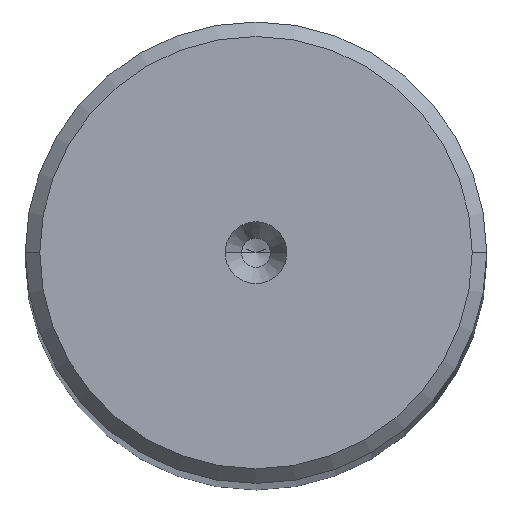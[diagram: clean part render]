
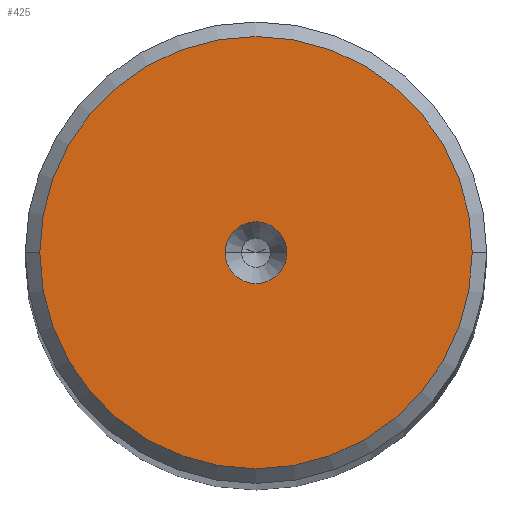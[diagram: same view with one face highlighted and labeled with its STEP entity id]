
A CAD part, top view. The second image highlights one B-rep face of the part: STEP entity #425.
In plain terms, the highlighted planar face has unit normal (0, 0, 1).
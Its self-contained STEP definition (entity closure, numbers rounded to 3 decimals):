
#56=FACE_BOUND('',#799,.T.);
#57=FACE_BOUND('',#800,.T.);
#425=ADVANCED_FACE('',(#56,#57),#547,.T.);
#547=PLANE('',#3542);
#799=EDGE_LOOP('',(#1586,#1587,#1588,#1589));
#800=EDGE_LOOP('',(#1590,#1591));
#993=CIRCLE('',#3531,14.875);
#994=CIRCLE('',#3532,14.875);
#995=CIRCLE('',#3534,14.875);
#996=CIRCLE('',#3535,14.875);
#999=CIRCLE('',#3540,2.125);
#1000=CIRCLE('',#3541,2.125);
#1586=ORIENTED_EDGE('',*,*,#2757,.F.);
#1587=ORIENTED_EDGE('',*,*,#2756,.F.);
#1588=ORIENTED_EDGE('',*,*,#2760,.F.);
#1589=ORIENTED_EDGE('',*,*,#2759,.F.);
#1590=ORIENTED_EDGE('',*,*,#2763,.F.);
#1591=ORIENTED_EDGE('',*,*,#2764,.F.);
#2339=VERTEX_POINT('',#6022);
#2340=VERTEX_POINT('',#6024);
#2341=VERTEX_POINT('',#6026);
#2342=VERTEX_POINT('',#6030);
#2344=VERTEX_POINT('',#6038);
#2345=VERTEX_POINT('',#6039);
#2756=EDGE_CURVE('',#2339,#2340,#993,.T.);
#2757=EDGE_CURVE('',#2340,#2341,#994,.T.);
#2759=EDGE_CURVE('',#2341,#2342,#995,.T.);
#2760=EDGE_CURVE('',#2342,#2339,#996,.T.);
#2763=EDGE_CURVE('',#2344,#2345,#999,.T.);
#2764=EDGE_CURVE('',#2345,#2344,#1000,.T.);
#3531=AXIS2_PLACEMENT_3D('',#6023,#4204,#4205);
#3532=AXIS2_PLACEMENT_3D('',#6025,#4206,#4207);
#3534=AXIS2_PLACEMENT_3D('',#6029,#4211,#4212);
#3535=AXIS2_PLACEMENT_3D('',#6031,#4213,#4214);
#3540=AXIS2_PLACEMENT_3D('',#6037,#4223,#4224);
#3541=AXIS2_PLACEMENT_3D('',#6040,#4225,#4226);
#3542=AXIS2_PLACEMENT_3D('',#6041,#4227,#4228);
#4204=DIRECTION('',(0.,0.,-1.));
#4205=DIRECTION('',(-1.,0.,0.));
#4206=DIRECTION('',(0.,0.,-1.));
#4207=DIRECTION('',(0.,1.,0.));
#4211=DIRECTION('',(0.,0.,-1.));
#4212=DIRECTION('',(1.,0.,0.));
#4213=DIRECTION('',(0.,0.,-1.));
#4214=DIRECTION('',(0.,-1.,0.));
#4223=DIRECTION('',(0.,0.,1.));
#4224=DIRECTION('',(-1.,0.,0.));
#4225=DIRECTION('',(0.,0.,1.));
#4226=DIRECTION('',(1.,0.,0.));
#4227=DIRECTION('',(0.,0.,1.));
#4228=DIRECTION('',(-1.,0.,0.));
#6022=CARTESIAN_POINT('',(-14.875,0.,0.));
#6023=CARTESIAN_POINT('',(0.,0.,0.));
#6024=CARTESIAN_POINT('',(0.,14.875,0.));
#6025=CARTESIAN_POINT('',(0.,0.,0.));
#6026=CARTESIAN_POINT('',(14.875,0.,0.));
#6029=CARTESIAN_POINT('',(0.,0.,0.));
#6030=CARTESIAN_POINT('',(0.,-14.875,0.));
#6031=CARTESIAN_POINT('',(0.,0.,0.));
#6037=CARTESIAN_POINT('',(0.,0.,0.));
#6038=CARTESIAN_POINT('',(-2.125,0.,0.));
#6039=CARTESIAN_POINT('',(2.125,0.,0.));
#6040=CARTESIAN_POINT('',(0.,0.,0.));
#6041=CARTESIAN_POINT('',(0.,0.,0.));
